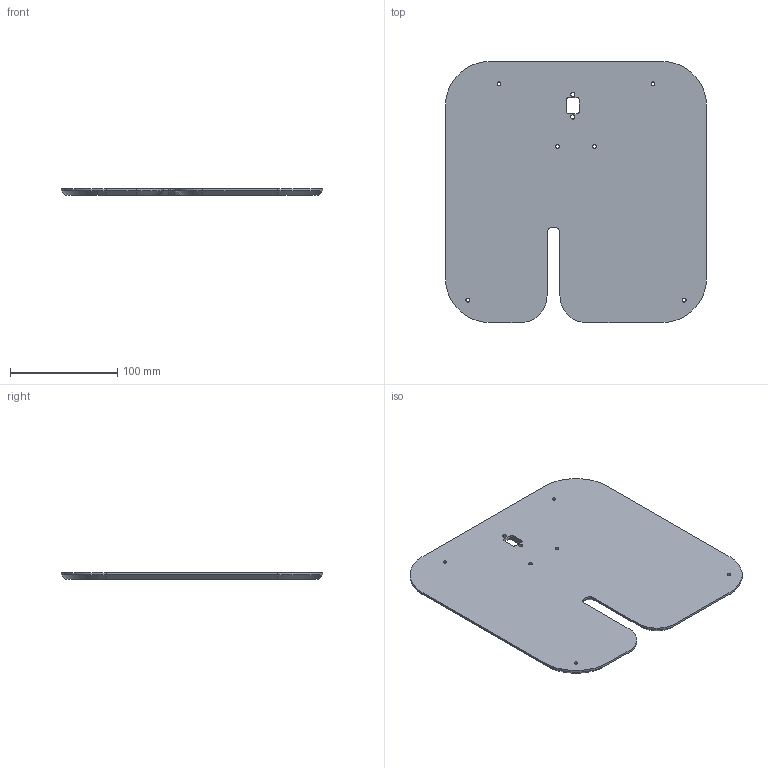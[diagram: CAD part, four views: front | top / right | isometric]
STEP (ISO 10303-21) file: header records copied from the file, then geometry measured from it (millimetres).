
FILE_DESCRIPTION(/* description */ (''),/* implementation_level */ '2;1');
FILE_NAME(/* name */ 'back plate with cabel track.step',/* time_stamp */ '2022-03-21T20:11:03+01:00',/* author */ (''),/* organization */ (''),/* preprocessor_version */ 'ST-DEVELOPER v18.1',/* originating_system */ 'Autodesk Translation Framework v10.13.0.1454',/* authorisation */ '');
FILE_SCHEMA (('AUTOMOTIVE_DESIGN { 1 0 10303 214 3 1 1 }'));
Length unit declared in the file: millimetre
Products named in the file (1): SC2GAF
Bounding box: 244 x 244 x 6 mm (x, y, z)
Volume: 329635.3 mm3; surface area: 117519.5 mm2
Topology: 1 solids, 1 shells, 64 faces, 166 edges, 104 vertices
Faces by surface type: plane 26, cylinder 24, cone 14
Full cylindrical faces by diameter (mm): 3.5 x6, 4 x2
Entity records: 2030 total; most frequent: DIRECTION 360, CARTESIAN_POINT 335, ORIENTED_EDGE 332, EDGE_CURVE 166, AXIS2_PLACEMENT_3D 129, VERTEX_POINT 104, LINE 102, VECTOR 102
